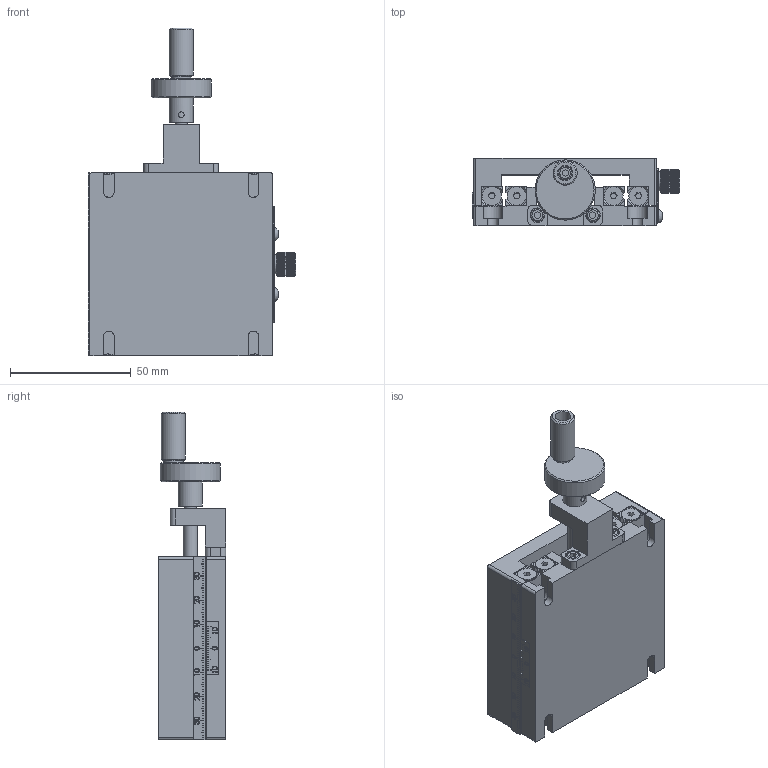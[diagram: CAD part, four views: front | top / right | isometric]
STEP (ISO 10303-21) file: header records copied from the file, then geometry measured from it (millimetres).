
FILE_DESCRIPTION (( 'STEP AP203' ), '1' );
FILE_NAME ('06HWS-1M.STEP', '2023-08-16T02:32:05', ( '' ), ( '' ), 'SwSTEP 2.0', 'SolidWorks 2022', '' );
FILE_SCHEMA (( 'CONFIG_CONTROL_DESIGN' ));
Products named in the file (1): 06HWS-1M
Bounding box: 86 x 28 x 136 mm (x, y, z)
Volume: 138875 mm3; surface area: 73260.3 mm2
Topology: 58 solids, 58 shells, 1676 faces, 4211 edges, 2775 vertices
Faces by surface type: plane 1151, cylinder 272, bspline 130, cone 91, torus 30, sphere 2
Full cylindrical faces by diameter (mm): 2.5 x28, 3 x29, 3.1 x2, 3.2 x2, 3.3 x16, 3.4 x6, 3.5 x16, 3.9 x8, 4.5 x8, 5 x14, 5.5 x22, 5.6 x2, 6 x18, 6.5 x4, 7 x2, 7.85 x8, 8 x2, 10 x8, 25 x1
Entity records: 57277 total; most frequent: CARTESIAN_POINT 19562, ORIENTED_EDGE 7628, DIRECTION 7010, EDGE_CURVE 3814, VERTEX_POINT 2695, LINE 2624, VECTOR 2624, EDGE_LOOP 2195
